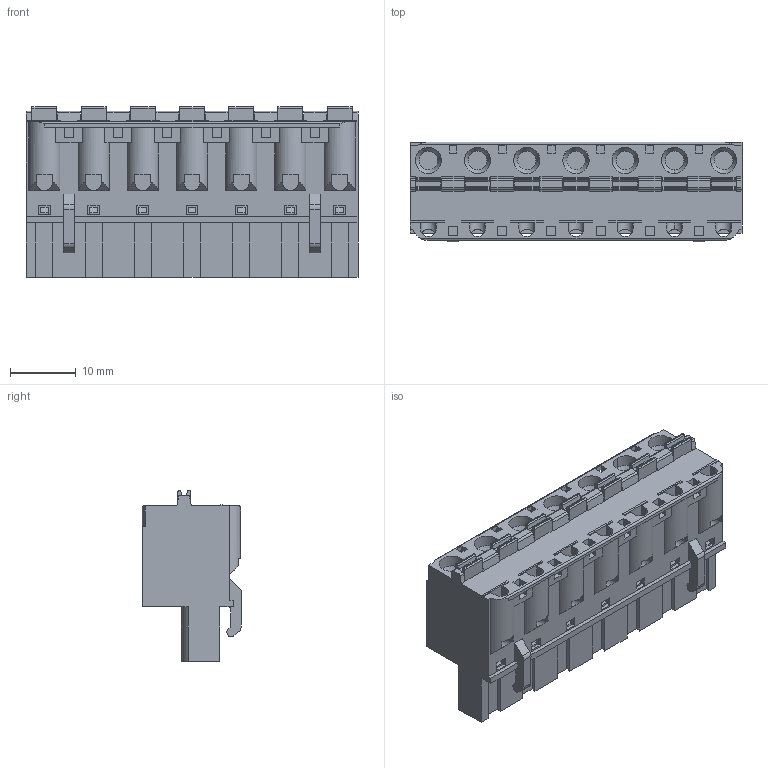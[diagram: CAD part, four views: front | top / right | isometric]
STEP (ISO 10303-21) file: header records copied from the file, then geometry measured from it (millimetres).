
FILE_DESCRIPTION(('STEP AP214'),'1');
FILE_NAME('SHM07-7.5.stp','2021-03-04T15:57:16',(' '),(' '),'Spatial InterOp 3D',' ',' ');
FILE_SCHEMA(('automotive_design'));
Length unit declared in the file: metre
Products named in the file (1): 1
Bounding box: 50.6 x 15.2 x 26 mm (x, y, z)
Volume: 12429.1 mm3; surface area: 6022.9 mm2
Topology: 1 solids, 1 shells, 623 faces, 1765 edges, 1169 vertices
Faces by surface type: plane 499, cylinder 108, cone 15, extrusion 1
Full cylindrical faces by diameter (mm): 4 x6
Entity records: 25133 total; most frequent: CARTESIAN_POINT 3824, ORIENTED_EDGE 3472, DIRECTION 3223, EDGE_CURVE 1736, VECTOR 1423, LINE 1422, VERTEX_POINT 1159, AXIS2_PLACEMENT_3D 900
